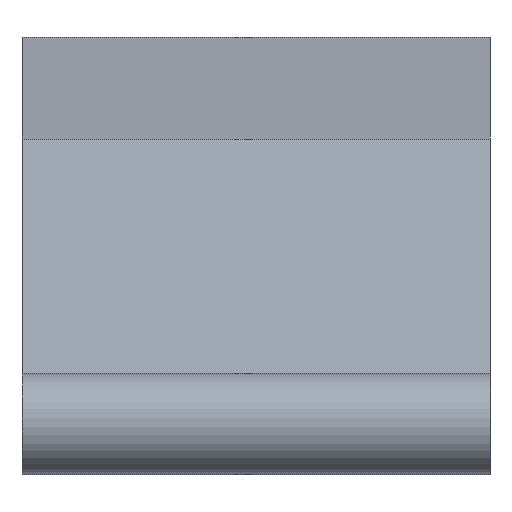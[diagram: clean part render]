
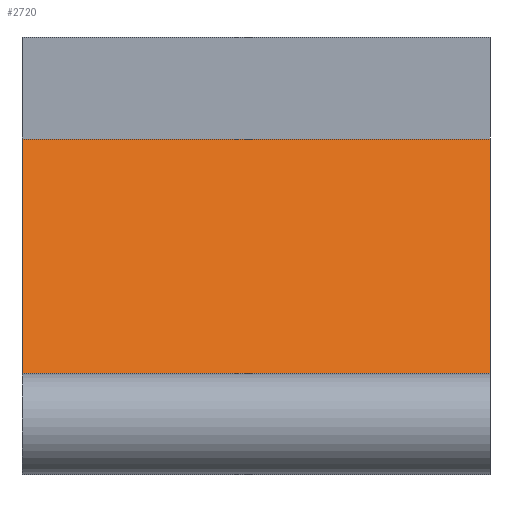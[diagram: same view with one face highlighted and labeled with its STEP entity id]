
A CAD part, front view. The second image highlights one B-rep face of the part: STEP entity #2720.
In plain terms, the highlighted face is planar.
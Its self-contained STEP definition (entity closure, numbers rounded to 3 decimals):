
#120=CARTESIAN_POINT('',(1.7,73.55,0.));
#130=VERTEX_POINT('',#120);
#160=CARTESIAN_POINT('',(1.079,71.233,0.));
#170=DIRECTION('',(0.259,0.966,0.));
#180=VECTOR('',#170,1.);
#190=LINE('',#160,#180);
#200=CARTESIAN_POINT('',(1.079,71.233,0.));
#210=VERTEX_POINT('',#200);
#220=EDGE_CURVE('',#210,#130,#190,.T.);
#1990=CARTESIAN_POINT('',(1.079,71.233,4.6));
#2000=VERTEX_POINT('',#1990);
#2030=CARTESIAN_POINT('',(1.079,71.233,4.6));
#2040=DIRECTION('',(0.259,0.966,0.));
#2050=VECTOR('',#2040,1.);
#2060=LINE('',#2030,#2050);
#2070=CARTESIAN_POINT('',(1.7,73.55,4.6));
#2080=VERTEX_POINT('',#2070);
#2090=EDGE_CURVE('',#2000,#2080,#2060,.T.);
#2390=CARTESIAN_POINT('',(1.7,73.55,0.));
#2400=DIRECTION('',(0.,0.,1.));
#2410=VECTOR('',#2400,1.);
#2420=LINE('',#2390,#2410);
#2430=EDGE_CURVE('',#130,#2080,#2420,.T.);
#2560=CARTESIAN_POINT('',(1.079,71.233,0.));
#2570=DIRECTION('',(-0.966,0.259,0.));
#2580=DIRECTION('',(0.259,0.966,0.));
#2590=AXIS2_PLACEMENT_3D('',#2560,#2570,#2580);
#2600=PLANE('',#2590);
#2610=ORIENTED_EDGE('',*,*,#2430,.F.);
#2620=ORIENTED_EDGE('',*,*,#2090,.T.);
#2630=CARTESIAN_POINT('',(1.079,71.233,0.));
#2640=DIRECTION('',(0.,0.,1.));
#2650=VECTOR('',#2640,1.);
#2660=LINE('',#2630,#2650);
#2670=EDGE_CURVE('',#210,#2000,#2660,.T.);
#2680=ORIENTED_EDGE('',*,*,#2670,.T.);
#2690=ORIENTED_EDGE('',*,*,#220,.F.);
#2700=EDGE_LOOP('',(#2690,#2680,#2620,#2610));
#2710=FACE_OUTER_BOUND('',#2700,.T.);
#2720=ADVANCED_FACE('',(#2710),#2600,.T.);
